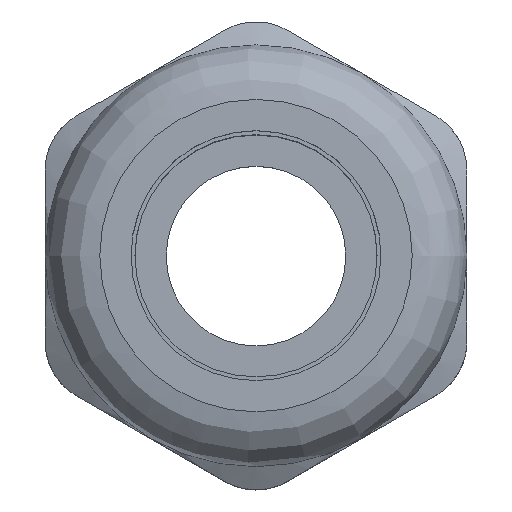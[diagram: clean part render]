
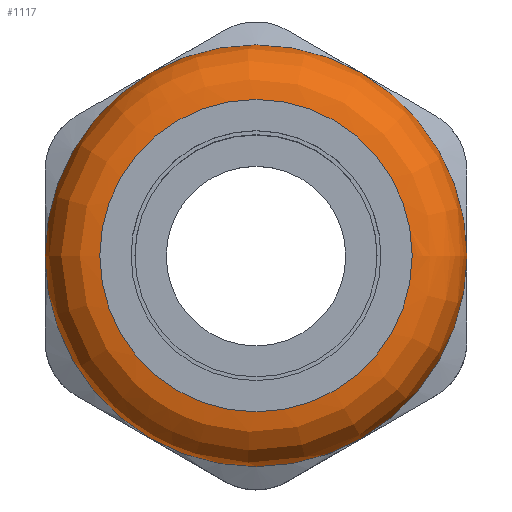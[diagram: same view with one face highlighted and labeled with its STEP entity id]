
A CAD part, top view. The second image highlights one B-rep face of the part: STEP entity #1117.
In plain terms, the highlighted free-form (B-spline) face has degree [2, 2] with [5, 7] control points.
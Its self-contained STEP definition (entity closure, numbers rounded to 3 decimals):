
#885=(
BOUNDED_SURFACE()
B_SPLINE_SURFACE(2,2,((#6214,#6215,#6216,#6217,#6218,#6219,#6220),(#6221,
#6222,#6223,#6224,#6225,#6226,#6227),(#6228,#6229,#6230,#6231,#6232,#6233,
#6234),(#6235,#6236,#6237,#6238,#6239,#6240,#6241),(#6242,#6243,#6244,#6245,
#6246,#6247,#6248)),.UNSPECIFIED.,.F.,.T.,.F.)
B_SPLINE_SURFACE_WITH_KNOTS((3,2,3),(1,2,2,2,2,1),(0.,0.5,1.),(-0.333,
0.,0.333,0.667,1.,1.333),
 .UNSPECIFIED.)
GEOMETRIC_REPRESENTATION_ITEM()
RATIONAL_B_SPLINE_SURFACE(((1.,0.5,1.,0.5,1.,0.5,1.),(0.854,
0.427,0.854,0.427,0.854,0.427,
0.854),(0.854,0.427,0.854,
0.427,0.854,0.427,0.854),
(0.854,0.427,0.854,0.427,
0.854,0.427,0.854),(1.,0.5,1.,0.5,1.,
0.5,1.)))
REPRESENTATION_ITEM('')
SURFACE()
);
#1117=ADVANCED_FACE('',(#1272,#1273),#885,.T.);
#1272=FACE_BOUND('',#1340,.T.);
#1273=FACE_BOUND('',#1341,.T.);
#1340=EDGE_LOOP('',(#1671));
#1341=EDGE_LOOP('',(#1672));
#1671=ORIENTED_EDGE('',*,*,#2853,.F.);
#1672=ORIENTED_EDGE('',*,*,#2854,.F.);
#2489=VERTEX_POINT('',#6210);
#2490=VERTEX_POINT('',#6213);
#2853=EDGE_CURVE('',#2489,#2489,#3242,.T.);
#2854=EDGE_CURVE('',#2490,#2490,#3243,.T.);
#3242=CIRCLE('',#4602,13.5);
#3243=CIRCLE('',#4604,10.);
#4602=AXIS2_PLACEMENT_3D('',#6209,#5034,#5035);
#4604=AXIS2_PLACEMENT_3D('',#6212,#5038,#5039);
#5034=DIRECTION('',(0.,0.,-1.));
#5035=DIRECTION('',(1.,0.,0.));
#5038=DIRECTION('',(0.,0.,1.));
#5039=DIRECTION('',(1.,0.,0.));
#6209=CARTESIAN_POINT('',(-16.774,-28.847,3.785));
#6210=CARTESIAN_POINT('',(-3.274,-28.847,3.785));
#6212=CARTESIAN_POINT('',(-16.774,-28.847,7.285));
#6213=CARTESIAN_POINT('',(-6.774,-28.847,7.285));
#6214=CARTESIAN_POINT('',(-3.274,-28.847,3.785));
#6215=CARTESIAN_POINT('',(-3.274,-52.23,3.785));
#6216=CARTESIAN_POINT('',(-23.524,-40.538,3.785));
#6217=CARTESIAN_POINT('',(-43.774,-28.847,3.785));
#6218=CARTESIAN_POINT('',(-23.524,-17.156,3.785));
#6219=CARTESIAN_POINT('',(-3.274,-5.464,3.785));
#6220=CARTESIAN_POINT('',(-3.274,-28.847,3.785));
#6221=CARTESIAN_POINT('',(-3.274,-28.847,5.234));
#6222=CARTESIAN_POINT('',(-3.274,-52.23,5.234));
#6223=CARTESIAN_POINT('',(-23.524,-40.538,5.234));
#6224=CARTESIAN_POINT('',(-43.774,-28.847,5.234));
#6225=CARTESIAN_POINT('',(-23.524,-17.156,5.234));
#6226=CARTESIAN_POINT('',(-3.274,-5.464,5.234));
#6227=CARTESIAN_POINT('',(-3.274,-28.847,5.234));
#6228=CARTESIAN_POINT('',(-4.3,-28.847,6.259));
#6229=CARTESIAN_POINT('',(-4.3,-50.454,6.259));
#6230=CARTESIAN_POINT('',(-23.012,-39.651,6.259));
#6231=CARTESIAN_POINT('',(-41.724,-28.847,6.259));
#6232=CARTESIAN_POINT('',(-23.012,-18.043,6.259));
#6233=CARTESIAN_POINT('',(-4.3,-7.24,6.259));
#6234=CARTESIAN_POINT('',(-4.3,-28.847,6.259));
#6235=CARTESIAN_POINT('',(-5.325,-28.847,7.285));
#6236=CARTESIAN_POINT('',(-5.325,-48.679,7.285));
#6237=CARTESIAN_POINT('',(-22.499,-38.763,7.285));
#6238=CARTESIAN_POINT('',(-39.674,-28.847,7.285));
#6239=CARTESIAN_POINT('',(-22.499,-18.931,7.285));
#6240=CARTESIAN_POINT('',(-5.325,-9.015,7.285));
#6241=CARTESIAN_POINT('',(-5.325,-28.847,7.285));
#6242=CARTESIAN_POINT('',(-6.774,-28.847,7.285));
#6243=CARTESIAN_POINT('',(-6.774,-46.168,7.285));
#6244=CARTESIAN_POINT('',(-21.774,-37.507,7.285));
#6245=CARTESIAN_POINT('',(-36.774,-28.847,7.285));
#6246=CARTESIAN_POINT('',(-21.774,-20.187,7.285));
#6247=CARTESIAN_POINT('',(-6.774,-11.526,7.285));
#6248=CARTESIAN_POINT('',(-6.774,-28.847,7.285));
